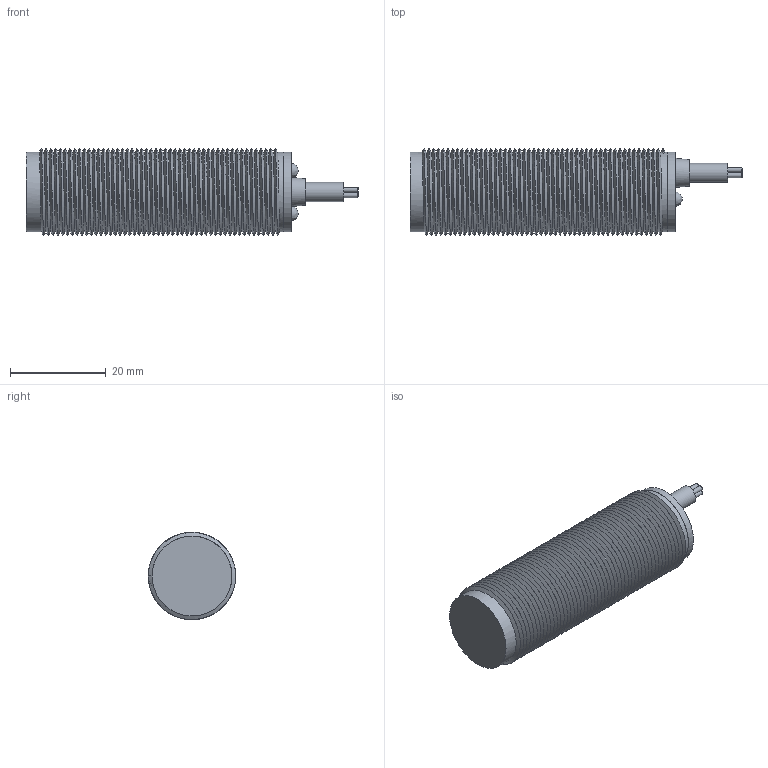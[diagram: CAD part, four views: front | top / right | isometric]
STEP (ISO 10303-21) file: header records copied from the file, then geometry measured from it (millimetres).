
FILE_DESCRIPTION( ('This file contains a STEP AP42 implementation' ,'as created by ZW3D STEP Interface translator.') ,'2;1' );
FILE_NAME( 'ECS1-1808X-X4UX.stp' ,'20 523.11 7 2', (''), ('ZWCAD Software Co.'), 'Version 1.0', 'ZW3D to STEP translator', '' );
FILE_SCHEMA(('AUTOMOTIVE_DESIGN'));
Length unit declared in the file: millimetre
Products named in the file (2): 0; ECS1-1808X-X4UX
Bounding box: 69.5 x 18.26 x 18.26 mm (x, y, z)
Volume: 13489.5 mm3; surface area: 6538.2 mm2
Topology: 2 solids, 3 shells, 78 faces, 195 edges, 128 vertices
Faces by surface type: bspline 78
Entity records: 4988 total; most frequent: CARTESIAN_POINT 3834, ORIENTED_EDGE 385, EDGE_CURVE 193, VERTEX_POINT 128, EDGE_LOOP 86, FACE_OUTER_BOUND 78, ADVANCED_FACE 78, OVER_RIDING_STYLED_ITEM 78
